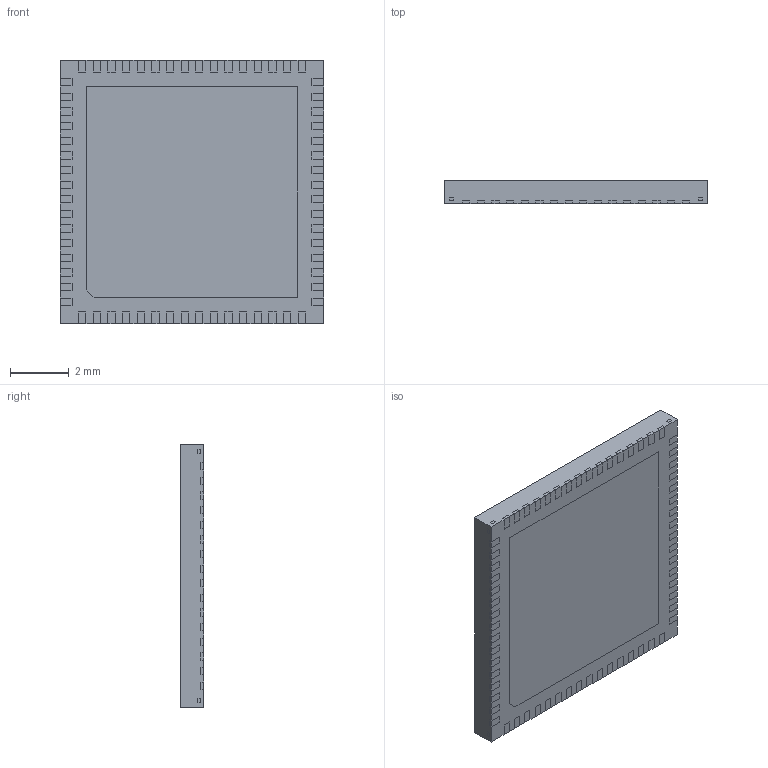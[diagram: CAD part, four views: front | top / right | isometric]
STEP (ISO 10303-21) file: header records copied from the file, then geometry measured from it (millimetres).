
FILE_DESCRIPTION (( 'STEP AP214' ), '1' );
FILE_NAME ('NKD64.STEP', '2020-08-12T18:07:37', ( '' ), ( '' ), 'SwSTEP 2.0', 'SolidWorks 2017', '' );
FILE_SCHEMA (( 'AUTOMOTIVE_DESIGN' ));
Length unit declared in the file: millimetre
Products named in the file (1): NKD64
Bounding box: 9 x 0.8 x 9 mm (x, y, z)
Volume: 64.8 mm3; surface area: 357.3 mm2
Topology: 68 solids, 68 shells, 853 faces, 2294 edges, 1444 vertices
Faces by surface type: plane 849, cylinder 4
Entity records: 31425 total; most frequent: CARTESIAN_POINT 4592, ORIENTED_EDGE 4588, DIRECTION 4010, EDGE_CURVE 2294, VECTOR 2286, LINE 2286, VERTEX_POINT 1444, EDGE_LOOP 866
